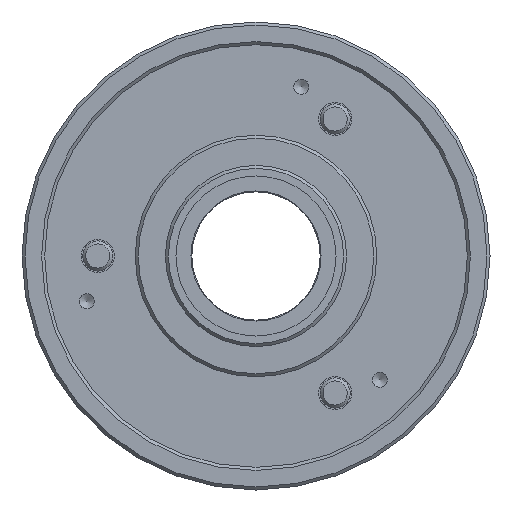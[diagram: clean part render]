
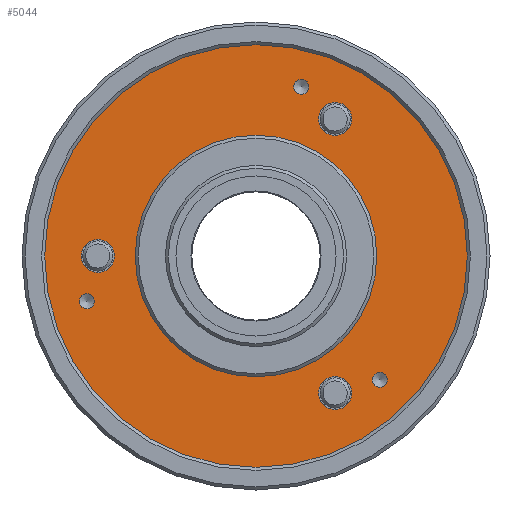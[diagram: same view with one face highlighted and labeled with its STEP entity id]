
A CAD part, left-side view. The second image highlights one B-rep face of the part: STEP entity #5044.
In plain terms, the highlighted planar face has unit normal (-1, 0, 0).
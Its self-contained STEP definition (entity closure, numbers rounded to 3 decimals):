
#60 = ORIENTED_EDGE ( 'NONE', *, *, #5679, .F. ) ;
#100 = ORIENTED_EDGE ( 'NONE', *, *, #1100, .F. ) ;
#103 = AXIS2_PLACEMENT_3D ( 'NONE', #1124, #1099, #1064 ) ;
#227 = EDGE_CURVE ( 'NONE', #4753, #4753, #5923, .T. ) ;
#319 = CARTESIAN_POINT ( 'NONE',  ( 5., 0., 0. ) ) ;
#345 = DIRECTION ( 'NONE',  ( -1., 0., 0. ) ) ;
#370 = DIRECTION ( 'NONE',  ( 0., 0., 1. ) ) ;
#623 = DIRECTION ( 'NONE',  ( -1., 0., 0. ) ) ;
#700 = CIRCLE ( 'NONE', #103, 5.5 ) ;
#775 = CIRCLE ( 'NONE', #4543, 2.5 ) ;
#1013 = DIRECTION ( 'NONE',  ( 0., 0., 1. ) ) ;
#1026 = DIRECTION ( 'NONE',  ( -1., 0., 0. ) ) ;
#1037 = CARTESIAN_POINT ( 'NONE',  ( 5., -15.012, 56.024 ) ) ;
#1064 = DIRECTION ( 'NONE',  ( 0., 0., -1. ) ) ;
#1099 = DIRECTION ( 'NONE',  ( 1., 0., 0. ) ) ;
#1100 = EDGE_CURVE ( 'NONE', #5691, #5691, #775, .T. ) ;
#1124 = CARTESIAN_POINT ( 'NONE',  ( 5., -26.2, -45.38 ) ) ;
#1128 = EDGE_LOOP ( 'NONE', ( #1819 ) ) ;
#1143 = AXIS2_PLACEMENT_3D ( 'NONE', #1532, #623, #1507 ) ;
#1161 = EDGE_CURVE ( 'NONE', #5761, #5761, #2513, .T. ) ;
#1400 = DIRECTION ( 'NONE',  ( 0., 0., -1. ) ) ;
#1415 = AXIS2_PLACEMENT_3D ( 'NONE', #1037, #1026, #1013 ) ;
#1416 = DIRECTION ( 'NONE',  ( 1., 0., 0. ) ) ;
#1423 = CARTESIAN_POINT ( 'NONE',  ( 5., -26.2, 45.38 ) ) ;
#1507 = DIRECTION ( 'NONE',  ( 0., 0., 1. ) ) ;
#1532 = CARTESIAN_POINT ( 'NONE',  ( 5., 0., 0. ) ) ;
#1555 = DIRECTION ( 'NONE',  ( 0., 0., 1. ) ) ;
#1559 = DIRECTION ( 'NONE',  ( -1., 0., 0. ) ) ;
#1586 = CARTESIAN_POINT ( 'NONE',  ( 5., -41.012, -41.012 ) ) ;
#1602 = EDGE_LOOP ( 'NONE', ( #2015 ) ) ;
#1749 = ORIENTED_EDGE ( 'NONE', *, *, #4988, .T. ) ;
#1819 = ORIENTED_EDGE ( 'NONE', *, *, #5327, .F. ) ;
#1870 = ORIENTED_EDGE ( 'NONE', *, *, #5811, .T. ) ;
#1916 = CARTESIAN_POINT ( 'NONE',  ( 5., 0., 70. ) ) ;
#1923 = VERTEX_POINT ( 'NONE', #1916 ) ;
#1966 = CARTESIAN_POINT ( 'NONE',  ( 5., -15.012, 58.524 ) ) ;
#1972 = VERTEX_POINT ( 'NONE', #1966 ) ;
#2015 = ORIENTED_EDGE ( 'NONE', *, *, #1161, .T. ) ;
#2045 = CARTESIAN_POINT ( 'NONE',  ( 5., 56.024, -12.512 ) ) ;
#2054 = VERTEX_POINT ( 'NONE', #2045 ) ;
#2120 = CARTESIAN_POINT ( 'NONE',  ( 5., -26.2, -50.88 ) ) ;
#2125 = VERTEX_POINT ( 'NONE', #2120 ) ;
#2222 = CARTESIAN_POINT ( 'NONE',  ( 5., 52.4, -5.5 ) ) ;
#2229 = VERTEX_POINT ( 'NONE', #2222 ) ;
#2309 = EDGE_LOOP ( 'NONE', ( #3307 ) ) ;
#2510 = AXIS2_PLACEMENT_3D ( 'NONE', #3322, #3298, #3289 ) ;
#2513 = CIRCLE ( 'NONE', #3462, 5.5 ) ;
#2649 = DIRECTION ( 'NONE',  ( 0., 0., -1. ) ) ;
#2683 = DIRECTION ( 'NONE',  ( 1., 0., 0. ) ) ;
#2708 = CIRCLE ( 'NONE', #1415, 2.5 ) ;
#2747 = CARTESIAN_POINT ( 'NONE',  ( 5., 70., 0. ) ) ;
#2789 = PLANE ( 'NONE',  #4933 ) ;
#2809 = FACE_BOUND ( 'NONE', #2309, .T. ) ;
#2829 = FACE_OUTER_BOUND ( 'NONE', #3278, .T. ) ;
#2843 = FACE_BOUND ( 'NONE', #3712, .T. ) ;
#2884 = FACE_BOUND ( 'NONE', #1128, .T. ) ;
#2927 = FACE_BOUND ( 'NONE', #1602, .T. ) ;
#2966 = FACE_BOUND ( 'NONE', #4155, .T. ) ;
#3007 = FACE_BOUND ( 'NONE', #5937, .T. ) ;
#3051 = FACE_BOUND ( 'NONE', #4858, .T. ) ;
#3278 = EDGE_LOOP ( 'NONE', ( #1870 ) ) ;
#3289 = DIRECTION ( 'NONE',  ( 0., 0., 1. ) ) ;
#3298 = DIRECTION ( 'NONE',  ( -1., 0., 0. ) ) ;
#3307 = ORIENTED_EDGE ( 'NONE', *, *, #227, .F. ) ;
#3322 = CARTESIAN_POINT ( 'NONE',  ( 5., 56.024, -15.012 ) ) ;
#3362 = DIRECTION ( 'NONE',  ( 0., 0., -1. ) ) ;
#3379 = DIRECTION ( 'NONE',  ( 1., 0., 0. ) ) ;
#3398 = CARTESIAN_POINT ( 'NONE',  ( 5., 52.4, 0. ) ) ;
#3462 = AXIS2_PLACEMENT_3D ( 'NONE', #1423, #1416, #1400 ) ;
#3553 = AXIS2_PLACEMENT_3D ( 'NONE', #3398, #3379, #3362 ) ;
#3712 = EDGE_LOOP ( 'NONE', ( #1749 ) ) ;
#4155 = EDGE_LOOP ( 'NONE', ( #4259 ) ) ;
#4259 = ORIENTED_EDGE ( 'NONE', *, *, #5164, .T. ) ;
#4318 = CIRCLE ( 'NONE', #2510, 2.5 ) ;
#4432 = CIRCLE ( 'NONE', #3553, 5.5 ) ;
#4543 = AXIS2_PLACEMENT_3D ( 'NONE', #1586, #1559, #1555 ) ;
#4753 = VERTEX_POINT ( 'NONE', #4778 ) ;
#4778 = CARTESIAN_POINT ( 'NONE',  ( 5., 0., 40. ) ) ;
#4858 = EDGE_LOOP ( 'NONE', ( #100 ) ) ;
#4933 = AXIS2_PLACEMENT_3D ( 'NONE', #2747, #2683, #2649 ) ;
#4988 = EDGE_CURVE ( 'NONE', #2229, #2229, #4432, .T. ) ;
#5044 = ADVANCED_FACE ( 'NONE', ( #3051, #3007, #2966, #2927, #2884, #2843, #2829, #2809 ), #2789, .F. ) ;
#5164 = EDGE_CURVE ( 'NONE', #2125, #2125, #700, .T. ) ;
#5307 = CIRCLE ( 'NONE', #5677, 70. ) ;
#5327 = EDGE_CURVE ( 'NONE', #2054, #2054, #4318, .T. ) ;
#5677 = AXIS2_PLACEMENT_3D ( 'NONE', #319, #345, #370 ) ;
#5679 = EDGE_CURVE ( 'NONE', #1972, #1972, #2708, .T. ) ;
#5691 = VERTEX_POINT ( 'NONE', #5693 ) ;
#5693 = CARTESIAN_POINT ( 'NONE',  ( 5., -41.012, -38.512 ) ) ;
#5761 = VERTEX_POINT ( 'NONE', #5787 ) ;
#5787 = CARTESIAN_POINT ( 'NONE',  ( 5., -26.2, 39.88 ) ) ;
#5811 = EDGE_CURVE ( 'NONE', #1923, #1923, #5307, .T. ) ;
#5923 = CIRCLE ( 'NONE', #1143, 40. ) ;
#5937 = EDGE_LOOP ( 'NONE', ( #60 ) ) ;
